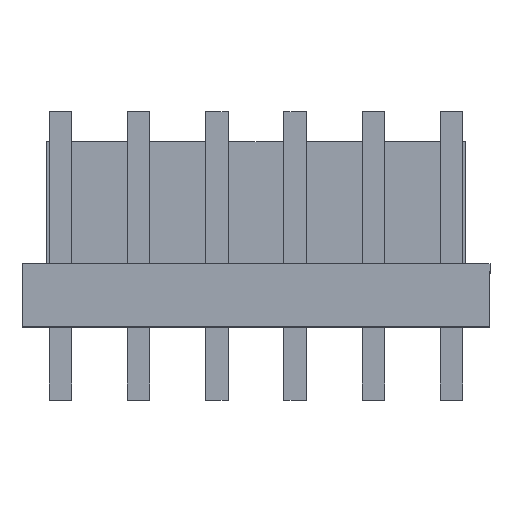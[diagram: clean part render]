
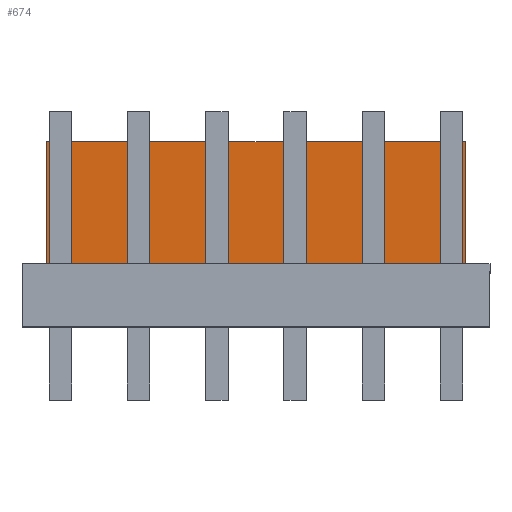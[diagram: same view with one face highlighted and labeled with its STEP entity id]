
A CAD part, top view. The second image highlights one B-rep face of the part: STEP entity #674.
In plain terms, the highlighted planar face has unit normal (0, 0, 1).
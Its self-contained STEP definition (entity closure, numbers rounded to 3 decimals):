
#559 = EDGE_CURVE ( 'NONE', #560, #646, #2114, .T. ) ;
#560 = VERTEX_POINT ( 'NONE', #2110 ) ;
#646 = VERTEX_POINT ( 'NONE', #2275 ) ;
#674 = ADVANCED_FACE ( 'NONE', ( #2303 ), #2302, .T. ) ;
#675 = EDGE_LOOP ( 'NONE', ( #676, #679, #680, #3091 ) ) ;
#676 = ORIENTED_EDGE ( 'NONE', *, *, #677, .T. ) ;
#677 = EDGE_CURVE ( 'NONE', #678, #560, #2297, .T. ) ;
#678 = VERTEX_POINT ( 'NONE', #2293 ) ;
#679 = ORIENTED_EDGE ( 'NONE', *, *, #559, .T. ) ;
#680 = ORIENTED_EDGE ( 'NONE', *, *, #681, .F. ) ;
#681 = EDGE_CURVE ( 'NONE', #682, #646, #2292, .T. ) ;
#682 = VERTEX_POINT ( 'NONE', #2288 ) ;
#2110 = CARTESIAN_POINT ( 'NONE',  ( -10.6, 3.2, -2.55 ) ) ;
#2111 = DIRECTION ( 'NONE',  ( 1., 0., 0. ) ) ;
#2112 = VECTOR ( 'NONE', #2111, 1000. ) ;
#2113 = CARTESIAN_POINT ( 'NONE',  ( -11.85, 3.2, -2.55 ) ) ;
#2114 = LINE ( 'NONE', #2113, #2112 ) ;
#2275 = CARTESIAN_POINT ( 'NONE',  ( 10.6, 3.2, -2.55 ) ) ;
#2288 = CARTESIAN_POINT ( 'NONE',  ( 10.6, 9.4, -2.55 ) ) ;
#2289 = DIRECTION ( 'NONE',  ( 0., -1., 0. ) ) ;
#2290 = VECTOR ( 'NONE', #2289, 1000. ) ;
#2291 = CARTESIAN_POINT ( 'NONE',  ( 10.6, 9.4, -2.55 ) ) ;
#2292 = LINE ( 'NONE', #2291, #2290 ) ;
#2293 = CARTESIAN_POINT ( 'NONE',  ( -10.6, 9.4, -2.55 ) ) ;
#2294 = DIRECTION ( 'NONE',  ( 0., -1., 0. ) ) ;
#2295 = VECTOR ( 'NONE', #2294, 1000. ) ;
#2296 = CARTESIAN_POINT ( 'NONE',  ( -10.6, 9.4, -2.55 ) ) ;
#2297 = LINE ( 'NONE', #2296, #2295 ) ;
#2298 = DIRECTION ( 'NONE',  ( 0., -1., 0. ) ) ;
#2299 = DIRECTION ( 'NONE',  ( 0., 0., 1. ) ) ;
#2300 = CARTESIAN_POINT ( 'NONE',  ( -11.85, 9.4, -2.55 ) ) ;
#2301 = AXIS2_PLACEMENT_3D ( 'NONE', #2300, #2299, #2298 ) ;
#2302 = PLANE ( 'NONE',  #2301 ) ;
#2303 = FACE_OUTER_BOUND ( 'NONE', #675, .T. ) ;
#2798 = DIRECTION ( 'NONE',  ( 1., 0., 0. ) ) ;
#2799 = VECTOR ( 'NONE', #2798, 1000. ) ;
#2800 = CARTESIAN_POINT ( 'NONE',  ( -11.85, 9.4, -2.55 ) ) ;
#2801 = LINE ( 'NONE', #2800, #2799 ) ;
#3090 = EDGE_CURVE ( 'NONE', #678, #682, #2801, .T. ) ;
#3091 = ORIENTED_EDGE ( 'NONE', *, *, #3090, .F. ) ;
